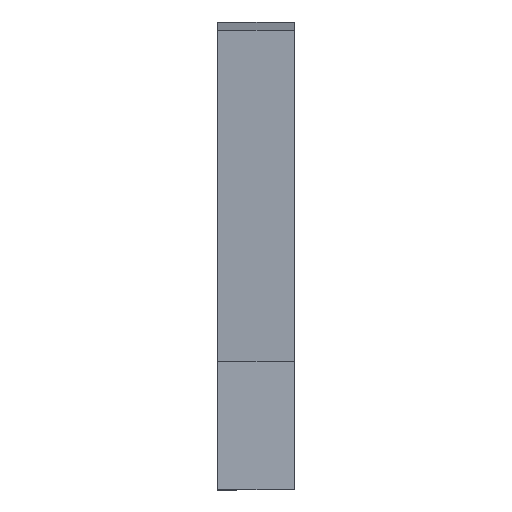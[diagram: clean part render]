
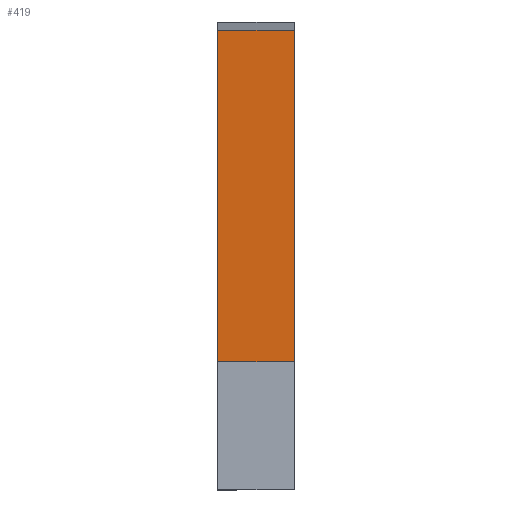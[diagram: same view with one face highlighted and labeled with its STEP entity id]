
A CAD part, left-side view. The second image highlights one B-rep face of the part: STEP entity #419.
In plain terms, the highlighted planar face has unit normal (-0.265, 0, 0.964).
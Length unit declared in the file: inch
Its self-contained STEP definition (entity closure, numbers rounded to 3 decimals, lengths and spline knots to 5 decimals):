
#18=FACE_OUTER_BOUND('',#40,.T.);
#40=EDGE_LOOP('',(#278,#279,#280,#281));
#62=LINE('',#597,#120);
#63=LINE('',#599,#121);
#64=LINE('',#601,#122);
#65=LINE('',#602,#123);
#120=VECTOR('',#489,39.37008);
#121=VECTOR('',#490,39.37008);
#122=VECTOR('',#491,39.37008);
#123=VECTOR('',#492,39.37008);
#178=VERTEX_POINT('',#595);
#179=VERTEX_POINT('',#596);
#180=VERTEX_POINT('',#598);
#181=VERTEX_POINT('',#600);
#218=EDGE_CURVE('',#178,#179,#62,.T.);
#219=EDGE_CURVE('',#179,#180,#63,.T.);
#220=EDGE_CURVE('',#181,#180,#64,.T.);
#221=EDGE_CURVE('',#181,#178,#65,.T.);
#278=ORIENTED_EDGE('',*,*,#218,.T.);
#279=ORIENTED_EDGE('',*,*,#219,.T.);
#280=ORIENTED_EDGE('',*,*,#220,.F.);
#281=ORIENTED_EDGE('',*,*,#221,.T.);
#398=PLANE('',#461);
#419=ADVANCED_FACE('',(#18),#398,.T.);
#461=AXIS2_PLACEMENT_3D('',#594,#487,#488);
#487=DIRECTION('center_axis',(-0.265,0.,0.964));
#488=DIRECTION('ref_axis',(0.964,0.,0.265));
#489=DIRECTION('',(0.964,0.,0.265));
#490=DIRECTION('',(0.,1.,0.));
#491=DIRECTION('',(0.964,0.,0.265));
#492=DIRECTION('',(0.,-1.,0.));
#594=CARTESIAN_POINT('Origin',(-57.39251,33.13,1.5));
#595=CARTESIAN_POINT('',(-59.8568,33.13,0.82353));
#596=CARTESIAN_POINT('',(-52.11551,33.13,2.94859));
#597=CARTESIAN_POINT('',(-57.39251,33.13,1.5));
#598=CARTESIAN_POINT('',(-52.11551,33.62,2.94859));
#599=CARTESIAN_POINT('',(-52.11551,-88.35174,2.94859));
#600=CARTESIAN_POINT('',(-59.8568,33.62,0.82353));
#601=CARTESIAN_POINT('',(-57.39251,33.62,1.5));
#602=CARTESIAN_POINT('',(-59.8568,33.13,0.82353));
